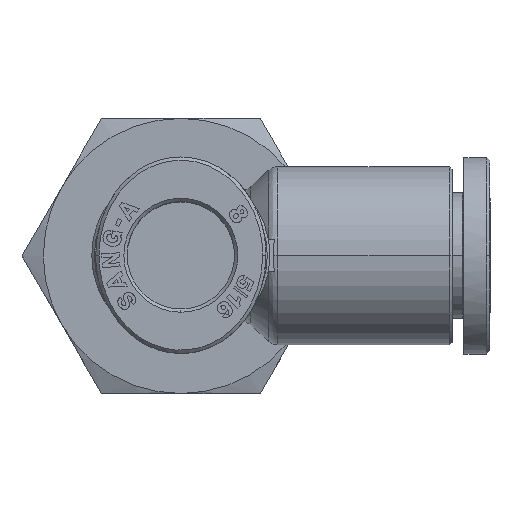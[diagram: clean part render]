
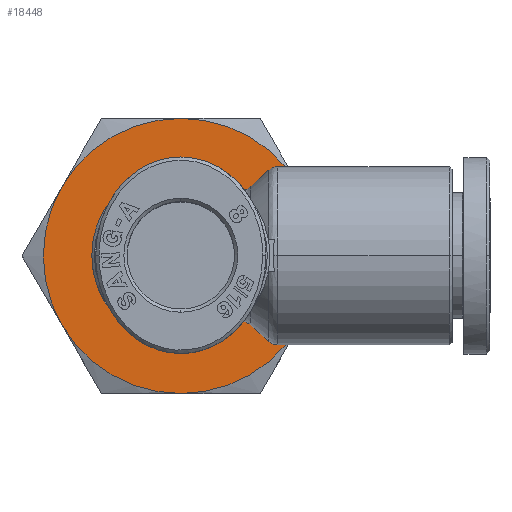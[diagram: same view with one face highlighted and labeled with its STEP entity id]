
A CAD part, top view. The second image highlights one B-rep face of the part: STEP entity #18448.
In plain terms, the highlighted planar face has unit normal (0, 0, 1).
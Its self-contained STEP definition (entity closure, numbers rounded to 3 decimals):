
#514 = ORIENTED_EDGE ( 'NONE', *, *, #25371, .F. ) ;
#1466 = PLANE ( 'NONE',  #26566 ) ;
#1562 = CARTESIAN_POINT ( 'NONE',  ( -7.472, 0., -7.3 ) ) ;
#2150 = DIRECTION ( 'NONE',  ( 0., 1., 0. ) ) ;
#2561 = CIRCLE ( 'NONE', #17615, 10.5 ) ;
#2597 = ORIENTED_EDGE ( 'NONE', *, *, #27047, .F. ) ;
#2833 = CARTESIAN_POINT ( 'NONE',  ( -7.472, 0., -7.3 ) ) ;
#3067 = CARTESIAN_POINT ( 'NONE',  ( -7.472, 5.504, -7.3 ) ) ;
#3079 = VERTEX_POINT ( 'NONE', #14078 ) ;
#3122 = CARTESIAN_POINT ( 'NONE',  ( -7.472, 0., -7.3 ) ) ;
#3517 = EDGE_CURVE ( 'NONE', #22270, #6374, #18025, .T. ) ;
#3542 = ORIENTED_EDGE ( 'NONE', *, *, #4758, .F. ) ;
#4271 = EDGE_CURVE ( 'NONE', #16157, #22506, #15521, .T. ) ;
#4608 = FACE_OUTER_BOUND ( 'NONE', #5372, .T. ) ;
#4685 = CARTESIAN_POINT ( 'NONE',  ( -16.566, 5.25, -7.3 ) ) ;
#4758 = EDGE_CURVE ( 'NONE', #6374, #28784, #26926, .T. ) ;
#4934 = EDGE_LOOP ( 'NONE', ( #26881, #12022 ) ) ;
#5194 = AXIS2_PLACEMENT_3D ( 'NONE', #11558, #9081, #20725 ) ;
#5372 = EDGE_LOOP ( 'NONE', ( #15253, #2597, #29199, #514, #3542, #21978 ) ) ;
#6043 = FACE_BOUND ( 'NONE', #4934, .T. ) ;
#6374 = VERTEX_POINT ( 'NONE', #13009 ) ;
#6382 = CARTESIAN_POINT ( 'NONE',  ( 1.621, 5.25, -7.3 ) ) ;
#6566 = DIRECTION ( 'NONE',  ( 0., 0., -1. ) ) ;
#7722 = DIRECTION ( 'NONE',  ( 0., 1., 0. ) ) ;
#8129 = DIRECTION ( 'NONE',  ( 0., 1., 0. ) ) ;
#8279 = CARTESIAN_POINT ( 'NONE',  ( -7.472, 0., -7.3 ) ) ;
#8372 = DIRECTION ( 'NONE',  ( 0., 0., 1. ) ) ;
#8923 = CARTESIAN_POINT ( 'NONE',  ( -7.472, 0., -7.3 ) ) ;
#9081 = DIRECTION ( 'NONE',  ( 0., 0., -1. ) ) ;
#9679 = DIRECTION ( 'NONE',  ( 0., 0., -1. ) ) ;
#9998 = DIRECTION ( 'NONE',  ( 0., 1., 0. ) ) ;
#10807 = VERTEX_POINT ( 'NONE', #12547 ) ;
#11558 = CARTESIAN_POINT ( 'NONE',  ( -7.472, 0., -7.3 ) ) ;
#11662 = CIRCLE ( 'NONE', #16447, 10.5 ) ;
#11695 = CARTESIAN_POINT ( 'NONE',  ( -7.472, -5.504, -7.3 ) ) ;
#12022 = ORIENTED_EDGE ( 'NONE', *, *, #4271, .F. ) ;
#12547 = CARTESIAN_POINT ( 'NONE',  ( -7.472, -10.5, -7.3 ) ) ;
#12853 = AXIS2_PLACEMENT_3D ( 'NONE', #28862, #21961, #8129 ) ;
#12899 = DIRECTION ( 'NONE',  ( -1., 0., 0. ) ) ;
#13009 = CARTESIAN_POINT ( 'NONE',  ( -7.472, 10.5, -7.3 ) ) ;
#13012 = DIRECTION ( 'NONE',  ( 0., 1., 0. ) ) ;
#14078 = CARTESIAN_POINT ( 'NONE',  ( -16.566, -5.25, -7.3 ) ) ;
#15253 = ORIENTED_EDGE ( 'NONE', *, *, #20404, .F. ) ;
#15315 = AXIS2_PLACEMENT_3D ( 'NONE', #2833, #9679, #26269 ) ;
#15521 = CIRCLE ( 'NONE', #12853, 5.504 ) ;
#15725 = DIRECTION ( 'NONE',  ( 0., 0., -1. ) ) ;
#16157 = VERTEX_POINT ( 'NONE', #11695 ) ;
#16447 = AXIS2_PLACEMENT_3D ( 'NONE', #17822, #6566, #22388 ) ;
#16875 = EDGE_CURVE ( 'NONE', #20484, #10807, #17980, .T. ) ;
#17615 = AXIS2_PLACEMENT_3D ( 'NONE', #25665, #27776, #7722 ) ;
#17822 = CARTESIAN_POINT ( 'NONE',  ( -7.472, 0., -7.3 ) ) ;
#17980 = CIRCLE ( 'NONE', #5194, 10.5 ) ;
#18025 = CIRCLE ( 'NONE', #18507, 10.5 ) ;
#18448 = ADVANCED_FACE ( 'NONE', ( #6043, #4608 ), #1466, .F. ) ;
#18507 = AXIS2_PLACEMENT_3D ( 'NONE', #8923, #15725, #2150 ) ;
#20404 = EDGE_CURVE ( 'NONE', #3079, #22270, #22110, .T. ) ;
#20484 = VERTEX_POINT ( 'NONE', #25961 ) ;
#20725 = DIRECTION ( 'NONE',  ( 0., 1., 0. ) ) ;
#21961 = DIRECTION ( 'NONE',  ( 0., 0., 1. ) ) ;
#21978 = ORIENTED_EDGE ( 'NONE', *, *, #3517, .F. ) ;
#22110 = CIRCLE ( 'NONE', #23100, 10.5 ) ;
#22270 = VERTEX_POINT ( 'NONE', #4685 ) ;
#22388 = DIRECTION ( 'NONE',  ( 0., 1., 0. ) ) ;
#22506 = VERTEX_POINT ( 'NONE', #3067 ) ;
#23100 = AXIS2_PLACEMENT_3D ( 'NONE', #3122, #23540, #9998 ) ;
#23540 = DIRECTION ( 'NONE',  ( 0., 0., -1. ) ) ;
#25371 = EDGE_CURVE ( 'NONE', #28784, #20484, #11662, .T. ) ;
#25665 = CARTESIAN_POINT ( 'NONE',  ( -7.472, 0., -7.3 ) ) ;
#25961 = CARTESIAN_POINT ( 'NONE',  ( 1.621, -5.25, -7.3 ) ) ;
#26269 = DIRECTION ( 'NONE',  ( 0., 1., 0. ) ) ;
#26509 = DIRECTION ( 'NONE',  ( 0., 0., -1. ) ) ;
#26566 = AXIS2_PLACEMENT_3D ( 'NONE', #1562, #26509, #12899 ) ;
#26881 = ORIENTED_EDGE ( 'NONE', *, *, #28804, .F. ) ;
#26926 = CIRCLE ( 'NONE', #15315, 10.5 ) ;
#27047 = EDGE_CURVE ( 'NONE', #10807, #3079, #2561, .T. ) ;
#27335 = AXIS2_PLACEMENT_3D ( 'NONE', #8279, #8372, #13012 ) ;
#27672 = CIRCLE ( 'NONE', #27335, 5.504 ) ;
#27776 = DIRECTION ( 'NONE',  ( 0., 0., -1. ) ) ;
#28784 = VERTEX_POINT ( 'NONE', #6382 ) ;
#28804 = EDGE_CURVE ( 'NONE', #22506, #16157, #27672, .T. ) ;
#28862 = CARTESIAN_POINT ( 'NONE',  ( -7.472, 0., -7.3 ) ) ;
#29199 = ORIENTED_EDGE ( 'NONE', *, *, #16875, .F. ) ;
